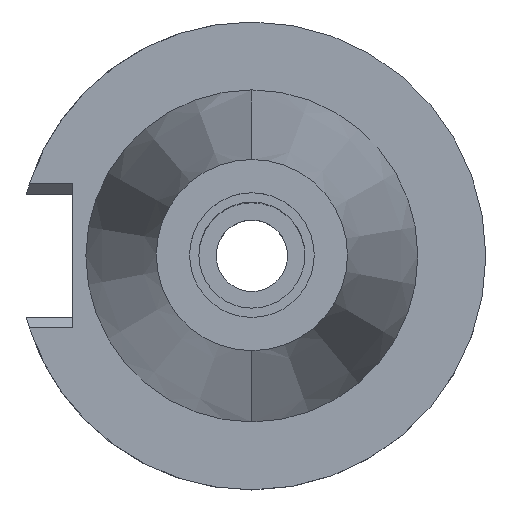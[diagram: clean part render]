
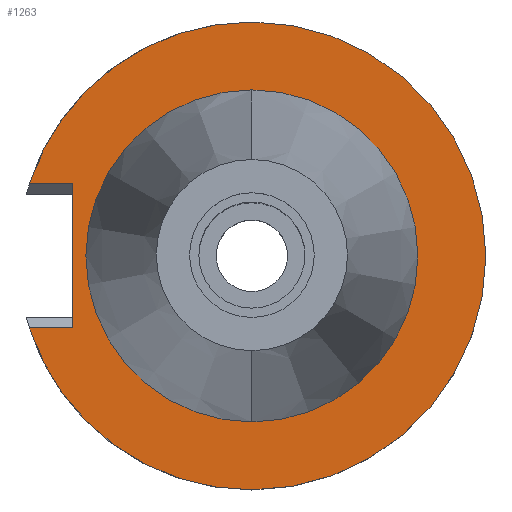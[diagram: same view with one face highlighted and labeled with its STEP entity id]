
A CAD part, top view. The second image highlights one B-rep face of the part: STEP entity #1263.
In plain terms, the highlighted planar face has unit normal (0, 0, 1).
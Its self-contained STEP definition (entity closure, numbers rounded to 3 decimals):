
#94=DIRECTION('',(0.,1.,0.));
#95=VECTOR('',#94,30.31);
#96=CARTESIAN_POINT('',(-37.68,-15.155,-1.5));
#97=LINE('',#96,#95);
#101=DIRECTION('',(-1.,0.,0.));
#102=VECTOR('',#101,9.141);
#103=CARTESIAN_POINT('',(-37.68,15.155,-1.5));
#104=LINE('',#103,#102);
#108=CARTESIAN_POINT('',(0.,0.,-1.5));
#109=DIRECTION('',(0.,0.,-1.));
#110=DIRECTION('',(-0.951,0.308,0.));
#111=AXIS2_PLACEMENT_3D('',#108,#109,#110);
#116=CARTESIAN_POINT('',(0.,0.,-1.5));
#117=DIRECTION('',(0.,0.,-1.));
#118=DIRECTION('',(0.,1.,0.));
#119=AXIS2_PLACEMENT_3D('',#116,#117,#118);
#124=CARTESIAN_POINT('',(0.,0.,-1.5));
#125=DIRECTION('',(0.,0.,-1.));
#126=DIRECTION('',(0.,-1.,0.));
#127=AXIS2_PLACEMENT_3D('',#124,#125,#126);
#132=CARTESIAN_POINT('',(0.,0.,-1.5));
#133=DIRECTION('',(0.,0.,1.));
#134=DIRECTION('',(0.,-1.,0.));
#135=AXIS2_PLACEMENT_3D('',#132,#133,#134);
#140=CARTESIAN_POINT('',(0.,0.,-1.5));
#141=DIRECTION('',(0.,0.,1.));
#142=DIRECTION('',(0.,1.,0.));
#143=AXIS2_PLACEMENT_3D('',#140,#141,#142);
#261=DIRECTION('',(-1.,0.,0.));
#262=VECTOR('',#261,9.141);
#263=CARTESIAN_POINT('',(-37.68,-15.155,-1.5));
#264=LINE('',#263,#262);
#1010=CARTESIAN_POINT('',(0.,34.925,-1.5));
#1011=VERTEX_POINT('',#1010);
#1012=CARTESIAN_POINT('',(0.,-34.925,-1.5));
#1013=VERTEX_POINT('',#1012);
#1014=CARTESIAN_POINT('',(-37.68,-15.155,-1.5));
#1015=CARTESIAN_POINT('',(-37.68,15.155,-1.5));
#1016=VERTEX_POINT('',#1014);
#1017=VERTEX_POINT('',#1015);
#1018=CARTESIAN_POINT('',(-46.821,15.155,-1.5));
#1019=VERTEX_POINT('',#1018);
#1020=CARTESIAN_POINT('',(0.,-49.213,-1.5));
#1021=CARTESIAN_POINT('',(-46.821,-15.155,-1.5));
#1022=VERTEX_POINT('',#1020);
#1023=VERTEX_POINT('',#1021);
#1024=CARTESIAN_POINT('',(0.,49.213,-1.5));
#1025=VERTEX_POINT('',#1024);
#1240=CARTESIAN_POINT('',(0.,0.,-1.5));
#1241=DIRECTION('',(0.,0.,1.));
#1242=DIRECTION('',(0.,1.,0.));
#1243=AXIS2_PLACEMENT_3D('',#1240,#1241,#1242);
#1244=PLANE('',#1243);
#1246=ORIENTED_EDGE('',*,*,#1245,.T.);
#1248=ORIENTED_EDGE('',*,*,#1247,.T.);
#1250=ORIENTED_EDGE('',*,*,#1249,.T.);
#1252=ORIENTED_EDGE('',*,*,#1251,.T.);
#1254=ORIENTED_EDGE('',*,*,#1253,.T.);
#1256=ORIENTED_EDGE('',*,*,#1255,.F.);
#1257=EDGE_LOOP('',(#1246,#1248,#1250,#1252,#1254,#1256));
#1258=FACE_OUTER_BOUND('',#1257,.F.);
#1259=ORIENTED_EDGE('',*,*,#1219,.T.);
#1260=ORIENTED_EDGE('',*,*,#1235,.T.);
#1261=EDGE_LOOP('',(#1259,#1260));
#1262=FACE_BOUND('',#1261,.F.);
#112=CIRCLE('',#111,49.213);
#120=CIRCLE('',#119,49.213);
#128=CIRCLE('',#127,49.213);
#136=CIRCLE('',#135,34.925);
#144=CIRCLE('',#143,34.925);
#1219=EDGE_CURVE('',#1013,#1011,#136,.T.);
#1235=EDGE_CURVE('',#1011,#1013,#144,.T.);
#1245=EDGE_CURVE('',#1016,#1017,#97,.T.);
#1247=EDGE_CURVE('',#1017,#1019,#104,.T.);
#1249=EDGE_CURVE('',#1019,#1025,#112,.T.);
#1251=EDGE_CURVE('',#1025,#1022,#120,.T.);
#1253=EDGE_CURVE('',#1022,#1023,#128,.T.);
#1255=EDGE_CURVE('',#1016,#1023,#264,.T.);
#1263=ADVANCED_FACE('',(#1258,#1262),#1244,.T.);
